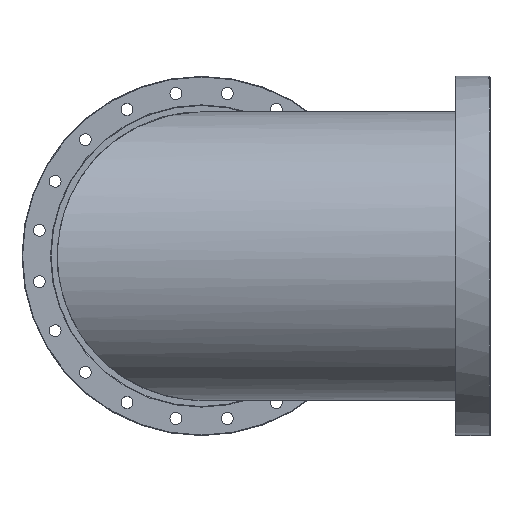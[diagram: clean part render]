
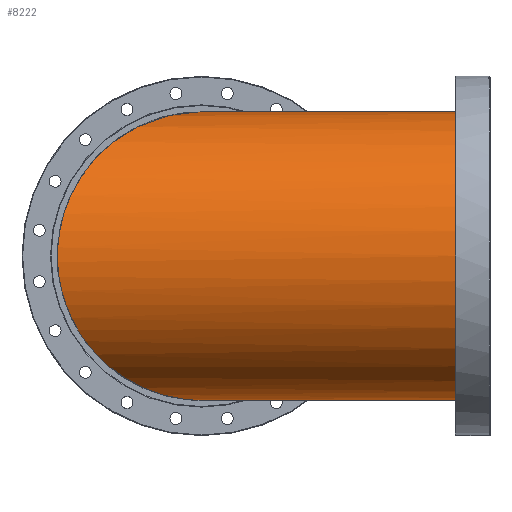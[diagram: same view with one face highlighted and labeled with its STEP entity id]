
A CAD part, left-side view. The second image highlights one B-rep face of the part: STEP entity #8222.
In plain terms, the highlighted cylindrical face has radius 101.6 mm (diameter 203.2 mm), a partial arc.
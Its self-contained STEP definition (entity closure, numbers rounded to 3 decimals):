
#23 = ORIENTED_EDGE ( 'NONE', *, *, #3107, .T. ) ;
#189 = CARTESIAN_POINT ( 'NONE',  ( 0., 0., 101.6 ) ) ;
#692 = CARTESIAN_POINT ( 'NONE',  ( 0., 0., 101.6 ) ) ;
#754 = AXIS2_PLACEMENT_3D ( 'NONE', #1894, #5365, #6068 ) ;
#1024 = CARTESIAN_POINT ( 'NONE',  ( 0., 190.5, 101.6 ) ) ;
#1219 = CARTESIAN_POINT ( 'NONE',  ( 0., 0., -101.6 ) ) ;
#1894 = CARTESIAN_POINT ( 'NONE',  ( 0., 0., 0. ) ) ;
#1917 = CIRCLE ( 'NONE', #3037, 101.6 ) ;
#2283 =( BOUNDED_CURVE ( )  B_SPLINE_CURVE ( 3, ( #1024, #5184, #6614, #2396 ),
 .UNSPECIFIED., .F., .T. ) 
 B_SPLINE_CURVE_WITH_KNOTS ( ( 4, 4 ),
 ( 4.712, 7.854 ),
 .UNSPECIFIED. ) 
 CURVE ( )  GEOMETRIC_REPRESENTATION_ITEM ( )  RATIONAL_B_SPLINE_CURVE ( ( 1., 0.333, 0.333, 1. ) ) 
 REPRESENTATION_ITEM ( '' )  );
#2313 = ORIENTED_EDGE ( 'NONE', *, *, #5487, .T. ) ;
#2389 = VERTEX_POINT ( 'NONE', #8679 ) ;
#2396 = CARTESIAN_POINT ( 'NONE',  ( 0., 190.5, -101.6 ) ) ;
#2638 = VECTOR ( 'NONE', #6485, 1000. ) ;
#2744 = CARTESIAN_POINT ( 'NONE',  ( 0., 0., 0. ) ) ;
#3037 = AXIS2_PLACEMENT_3D ( 'NONE', #2744, #7666, #3446 ) ;
#3107 = EDGE_CURVE ( 'NONE', #7916, #2389, #4500, .T. ) ;
#3153 = FACE_OUTER_BOUND ( 'NONE', #4982, .T. ) ;
#3446 = DIRECTION ( 'NONE',  ( 0., 0., 1. ) ) ;
#3514 = VERTEX_POINT ( 'NONE', #4078 ) ;
#4078 = CARTESIAN_POINT ( 'NONE',  ( 0., 190.5, -101.6 ) ) ;
#4103 = CARTESIAN_POINT ( 'NONE',  ( 0., 0., -101.6 ) ) ;
#4500 = LINE ( 'NONE', #189, #2638 ) ;
#4569 = EDGE_CURVE ( 'NONE', #6874, #7916, #1917, .T. ) ;
#4607 = ORIENTED_EDGE ( 'NONE', *, *, #5155, .F. ) ;
#4982 = EDGE_LOOP ( 'NONE', ( #4607, #6609, #23, #2313 ) ) ;
#5155 = EDGE_CURVE ( 'NONE', #6874, #3514, #8173, .T. ) ;
#5184 = CARTESIAN_POINT ( 'NONE',  ( -203.2, 393.7, 101.6 ) ) ;
#5365 = DIRECTION ( 'NONE',  ( 0., 1., 0. ) ) ;
#5487 = EDGE_CURVE ( 'NONE', #2389, #3514, #2283, .T. ) ;
#6068 = DIRECTION ( 'NONE',  ( 0., 0., 1. ) ) ;
#6222 = DIRECTION ( 'NONE',  ( 0., 1., 0. ) ) ;
#6272 = VECTOR ( 'NONE', #6222, 1000. ) ;
#6485 = DIRECTION ( 'NONE',  ( 0., 1., 0. ) ) ;
#6609 = ORIENTED_EDGE ( 'NONE', *, *, #4569, .T. ) ;
#6614 = CARTESIAN_POINT ( 'NONE',  ( -203.2, 393.7, -101.6 ) ) ;
#6874 = VERTEX_POINT ( 'NONE', #1219 ) ;
#7666 = DIRECTION ( 'NONE',  ( 0., 1., 0. ) ) ;
#7916 = VERTEX_POINT ( 'NONE', #692 ) ;
#8173 = LINE ( 'NONE', #4103, #6272 ) ;
#8222 = ADVANCED_FACE ( 'NONE', ( #3153 ), #8533, .T. ) ;
#8533 = CYLINDRICAL_SURFACE ( 'NONE', #754, 101.6 ) ;
#8679 = CARTESIAN_POINT ( 'NONE',  ( 0., 190.5, 101.6 ) ) ;
